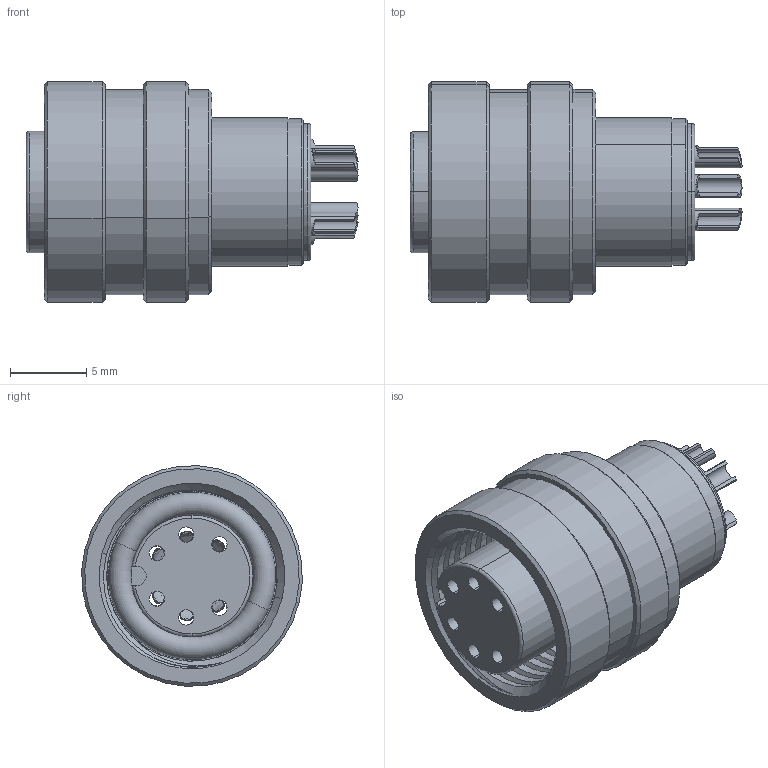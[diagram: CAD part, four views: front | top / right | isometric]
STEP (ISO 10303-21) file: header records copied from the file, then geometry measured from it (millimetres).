
FILE_DESCRIPTION (( 'STEP AP203' ), '1' );
FILE_NAME ('50-00982_revA.STEP', '2023-04-18T16:43:14', ( '' ), ( '' ), 'SwSTEP 2.0', 'SolidWorks 2021', '' );
FILE_SCHEMA (( 'CONFIG_CONTROL_DESIGN' ));
Length unit declared in the file: millimetre
Products named in the file (6): 50-00982-02___; 50-00982-04___; 50-00982_revA; 50-00982-05___; 50-00982-01___; 50-00982-03___
Assembly tree (10 placements, depth 2):
  50-00982_revA
    50-00982-01___
    50-00982-02___
    50-00982-03___  x6
    50-00982-04___
    50-00982-05___
Bounding box: 21.8 x 14.46 x 14.46 mm (x, y, z)
Volume: 1776.9 mm3; surface area: 3990.5 mm2
Topology: 10 solids, 10 shells, 632 faces, 1583 edges, 995 vertices
Faces by surface type: cylinder 220, plane 185, torus 117, cone 72, bspline 38
Entity records: 8214 total; most frequent: CARTESIAN_POINT 2666, DIRECTION 1036, ORIENTED_EDGE 996, EDGE_CURVE 498, AXIS2_PLACEMENT_3D 429, VERTEX_POINT 315, EDGE_LOOP 241, CIRCLE 217
